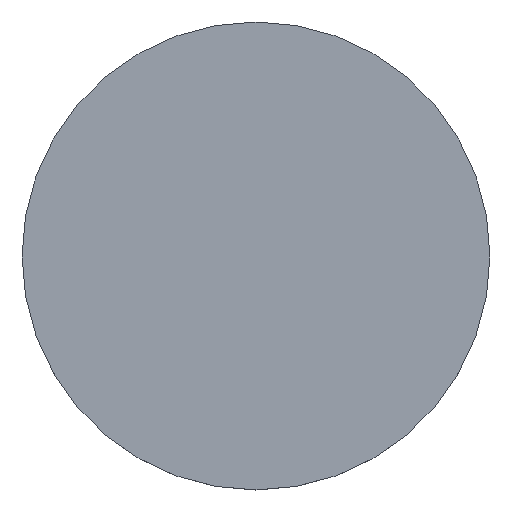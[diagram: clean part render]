
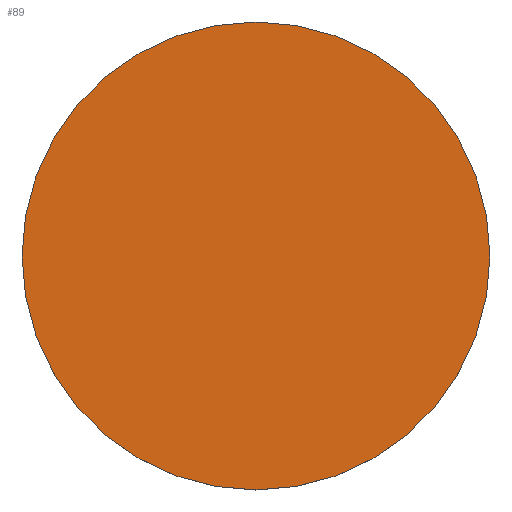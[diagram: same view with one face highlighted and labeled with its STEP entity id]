
A CAD part, top view. The second image highlights one B-rep face of the part: STEP entity #89.
In plain terms, the highlighted planar face has unit normal (0, 0, 1).
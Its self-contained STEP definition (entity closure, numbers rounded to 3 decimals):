
#89 = ADVANCED_FACE( '', ( #130 ), #131, .F. );
#130 = FACE_OUTER_BOUND( '', #180, .T. );
#131 = PLANE( '', #181 );
#180 = EDGE_LOOP( '', ( #316 ) );
#181 = AXIS2_PLACEMENT_3D( '', #317, #318, #319 );
#316 = ORIENTED_EDGE( '', *, *, #429, .T. );
#317 = CARTESIAN_POINT( '', ( 0., 8.65, 7. ) );
#318 = DIRECTION( '', ( 0., 0., -1. ) );
#319 = DIRECTION( '', ( -1., 0., 0. ) );
#429 = EDGE_CURVE( '', #520, #520, #521, .T. );
#520 = VERTEX_POINT( '', #646 );
#521 = CIRCLE( '', #647, 8.65 );
#646 = CARTESIAN_POINT( '', ( 8.65, 0., 7. ) );
#647 = AXIS2_PLACEMENT_3D( '', #737, #738, #739 );
#737 = CARTESIAN_POINT( '', ( 0., 0., 7. ) );
#738 = DIRECTION( '', ( 0., 0., 1. ) );
#739 = DIRECTION( '', ( 1., 0., 0. ) );
